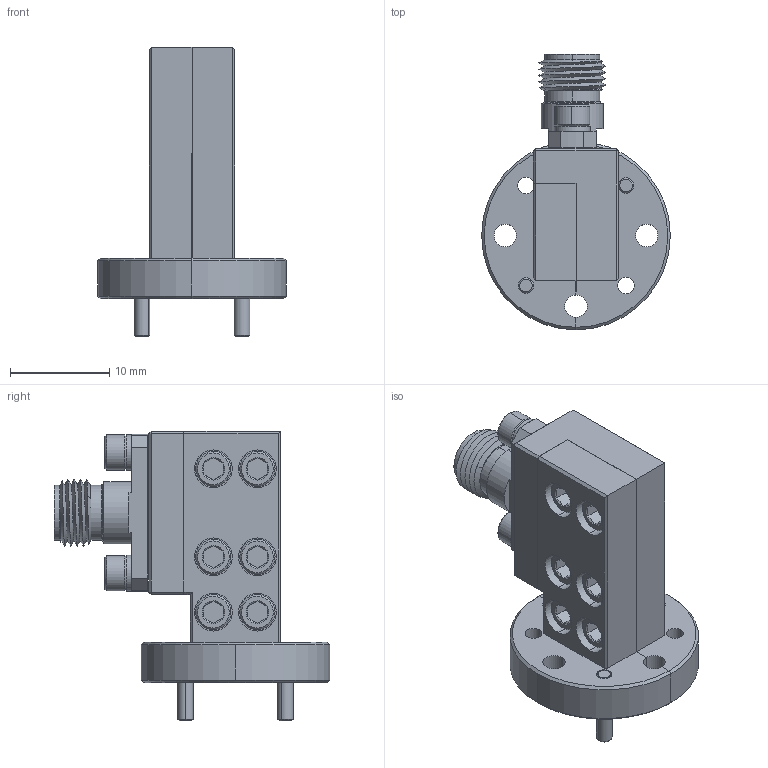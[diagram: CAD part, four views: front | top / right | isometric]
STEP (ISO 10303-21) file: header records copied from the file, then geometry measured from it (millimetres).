
FILE_DESCRIPTION (( 'STEP AP214' ), '1' );
FILE_NAME ('FD-F3-A, Defeatured.STEP', '2024-03-06T18:51:50', ( '' ), ( '' ), 'SwSTEP 2.0', 'SolidWorks 2021', '' );
FILE_SCHEMA (( 'AUTOMOTIVE_DESIGN' ));
Length unit declared in the file: inch
Products named in the file (1): FD-F3-A, Defeatured
Bounding box: 19.05 x 27.81 x 29.27 mm (x, y, z)
Volume: 3512.5 mm3; surface area: 3812.5 mm2
Topology: 15 solids, 15 shells, 400 faces, 868 edges, 522 vertices
Faces by surface type: plane 172, cone 115, cylinder 109, torus 2, bspline 2
Entity records: 16929 total; most frequent: CARTESIAN_POINT 2683, DIRECTION 1944, ORIENTED_EDGE 1736, EDGE_CURVE 868, AXIS2_PLACEMENT_3D 743, VERTEX_POINT 522, VECTOR 458, LINE 458
